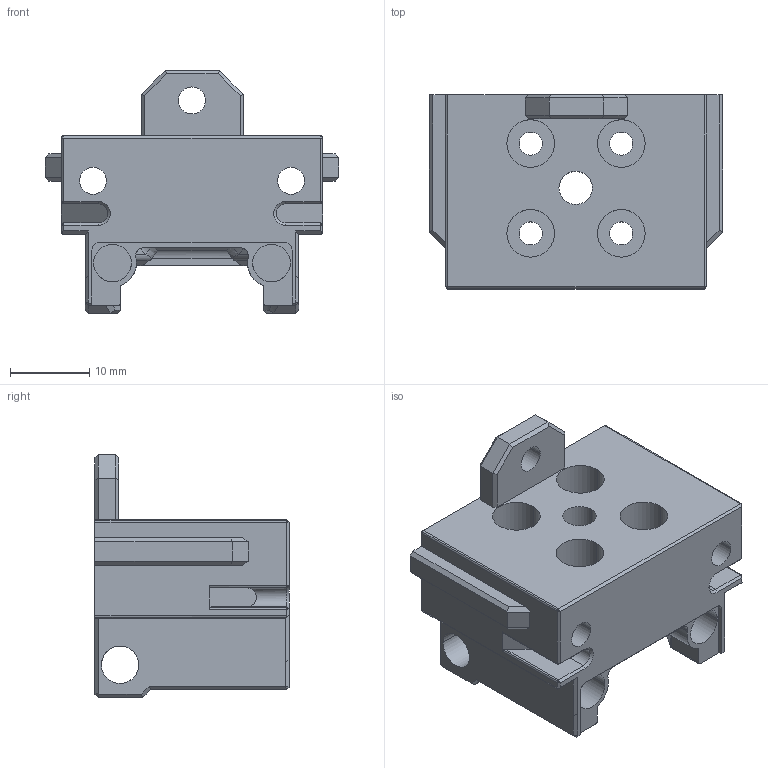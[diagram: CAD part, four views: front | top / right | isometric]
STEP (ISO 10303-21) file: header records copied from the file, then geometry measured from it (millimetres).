
FILE_DESCRIPTION (( 'STEP AP214' ), '1' );
FILE_NAME ('Red_Lizzy_K1_Pro_Mount_2510.STEP', '2024-10-05T17:25:08', ( '' ), ( '' ), 'SwSTEP 2.0', 'SolidWorks 2024', '' );
FILE_SCHEMA (( 'AUTOMOTIVE_DESIGN' ));
Length unit declared in the file: metre
Products named in the file (1): Red_Lizzy_K1_Pro_Mount_2510
Bounding box: 37 x 24.43 x 30.56 mm (x, y, z)
Volume: 11057.7 mm3; surface area: 6315.2 mm2
Topology: 1 solids, 1 shells, 226 faces, 610 edges, 372 vertices
Faces by surface type: plane 121, cylinder 72, cone 18, bspline 11, torus 4
Entity records: 7180 total; most frequent: CARTESIAN_POINT 1690, ORIENTED_EDGE 1192, DIRECTION 1074, EDGE_CURVE 596, VERTEX_POINT 372, VECTOR 370, LINE 370, AXIS2_PLACEMENT_3D 352
